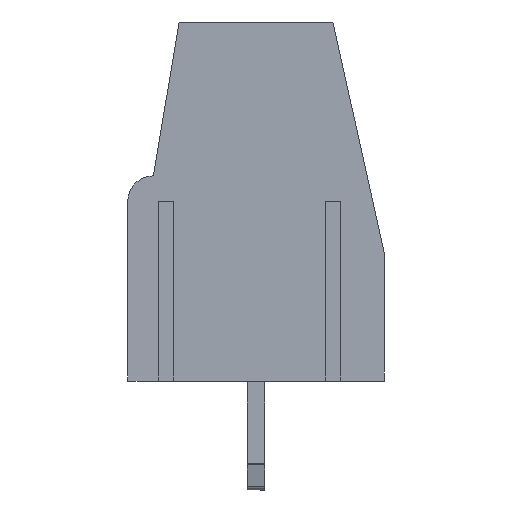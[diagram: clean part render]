
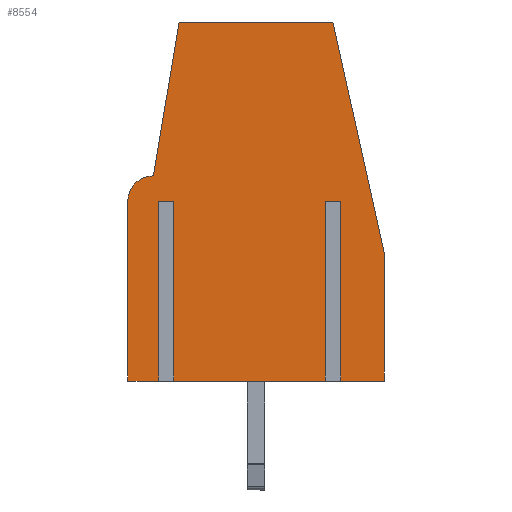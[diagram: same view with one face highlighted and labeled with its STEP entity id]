
A CAD part, left-side view. The second image highlights one B-rep face of the part: STEP entity #8554.
In plain terms, the highlighted face is planar.
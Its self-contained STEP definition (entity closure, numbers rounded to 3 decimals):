
#411=CIRCLE('',#9840,1.);
#1094=FACE_OUTER_BOUND('',#1446,.T.);
#1446=EDGE_LOOP('',(#7762,#7763,#7764,#7765,#7766,#7767,#7768,#7769,#7770,
#7771,#7772,#7773,#7774,#7775,#7776));
#2395=LINE('',#19918,#3434);
#2400=LINE('',#19929,#3439);
#2402=LINE('',#19932,#3441);
#2408=LINE('',#19946,#3447);
#2412=LINE('',#19953,#3451);
#2413=LINE('',#19955,#3452);
#2416=LINE('',#19961,#3455);
#2417=LINE('',#19962,#3456);
#2418=LINE('',#19963,#3457);
#2439=LINE('',#20006,#3478);
#2440=LINE('',#20008,#3479);
#2441=LINE('',#20010,#3480);
#2442=LINE('',#20012,#3481);
#2443=LINE('',#20015,#3482);
#3434=VECTOR('',#12016,10.);
#3439=VECTOR('',#12025,10.);
#3441=VECTOR('',#12029,10.);
#3447=VECTOR('',#12039,10.);
#3451=VECTOR('',#12045,10.);
#3452=VECTOR('',#12048,10.);
#3455=VECTOR('',#12053,10.);
#3456=VECTOR('',#12054,10.);
#3457=VECTOR('',#12055,10.);
#3478=VECTOR('',#12078,10.);
#3479=VECTOR('',#12079,10.);
#3480=VECTOR('',#12080,10.);
#3481=VECTOR('',#12081,10.);
#3482=VECTOR('',#12084,10.);
#4750=VERTEX_POINT('',#19912);
#4752=VERTEX_POINT('',#19916);
#4755=VERTEX_POINT('',#19926);
#4756=VERTEX_POINT('',#19928);
#4761=VERTEX_POINT('',#19943);
#4762=VERTEX_POINT('',#19945);
#4763=VERTEX_POINT('',#19949);
#4764=VERTEX_POINT('',#19951);
#4765=VERTEX_POINT('',#19957);
#4766=VERTEX_POINT('',#19959);
#4787=VERTEX_POINT('',#20005);
#4788=VERTEX_POINT('',#20007);
#4789=VERTEX_POINT('',#20009);
#4790=VERTEX_POINT('',#20011);
#4791=VERTEX_POINT('',#20013);
#6098=EDGE_CURVE('',#4750,#4752,#2395,.T.);
#6103=EDGE_CURVE('',#4756,#4755,#2400,.T.);
#6105=EDGE_CURVE('',#4752,#4756,#2402,.T.);
#6111=EDGE_CURVE('',#4762,#4761,#2408,.T.);
#6115=EDGE_CURVE('',#4763,#4764,#2412,.T.);
#6116=EDGE_CURVE('',#4764,#4762,#2413,.T.);
#6119=EDGE_CURVE('',#4761,#4766,#2416,.T.);
#6120=EDGE_CURVE('',#4755,#4763,#2417,.T.);
#6121=EDGE_CURVE('',#4765,#4750,#2418,.T.);
#6142=EDGE_CURVE('',#4766,#4787,#2439,.T.);
#6143=EDGE_CURVE('',#4787,#4788,#2440,.T.);
#6144=EDGE_CURVE('',#4788,#4789,#2441,.T.);
#6145=EDGE_CURVE('',#4789,#4790,#2442,.T.);
#6146=EDGE_CURVE('',#4790,#4791,#411,.T.);
#6147=EDGE_CURVE('',#4791,#4765,#2443,.T.);
#7762=ORIENTED_EDGE('',*,*,#6103,.T.);
#7763=ORIENTED_EDGE('',*,*,#6120,.T.);
#7764=ORIENTED_EDGE('',*,*,#6115,.T.);
#7765=ORIENTED_EDGE('',*,*,#6116,.T.);
#7766=ORIENTED_EDGE('',*,*,#6111,.T.);
#7767=ORIENTED_EDGE('',*,*,#6119,.T.);
#7768=ORIENTED_EDGE('',*,*,#6142,.T.);
#7769=ORIENTED_EDGE('',*,*,#6143,.T.);
#7770=ORIENTED_EDGE('',*,*,#6144,.T.);
#7771=ORIENTED_EDGE('',*,*,#6145,.T.);
#7772=ORIENTED_EDGE('',*,*,#6146,.T.);
#7773=ORIENTED_EDGE('',*,*,#6147,.T.);
#7774=ORIENTED_EDGE('',*,*,#6121,.T.);
#7775=ORIENTED_EDGE('',*,*,#6098,.T.);
#7776=ORIENTED_EDGE('',*,*,#6105,.T.);
#8219=PLANE('',#9839);
#8554=ADVANCED_FACE('',(#1094),#8219,.F.);
#9839=AXIS2_PLACEMENT_3D('',#20004,#12076,#12077);
#9840=AXIS2_PLACEMENT_3D('',#20014,#12082,#12083);
#12016=DIRECTION('',(0.,1.,0.));
#12025=DIRECTION('',(0.,-1.,0.));
#12029=DIRECTION('',(-1.,0.,0.));
#12039=DIRECTION('',(0.,-1.,0.));
#12045=DIRECTION('',(0.,1.,0.));
#12048=DIRECTION('',(-1.,0.,0.));
#12053=DIRECTION('',(-1.,0.,0.));
#12054=DIRECTION('',(-1.,0.,0.));
#12055=DIRECTION('',(-1.,0.,0.));
#12076=DIRECTION('center_axis',(0.,0.,
1.));
#12077=DIRECTION('ref_axis',(1.,0.,0.));
#12078=DIRECTION('',(0.,1.,0.));
#12079=DIRECTION('',(0.217,0.976,0.));
#12080=DIRECTION('',(1.,0.,0.));
#12081=DIRECTION('',(0.164,-0.986,0.));
#12082=DIRECTION('center_axis',(0.,0.,
-1.));
#12083=DIRECTION('ref_axis',(1.,0.,0.));
#12084=DIRECTION('',(0.,-1.,0.));
#19912=CARTESIAN_POINT('',(8.8,0.,4.96));
#19916=CARTESIAN_POINT('',(8.8,7.,4.96));
#19918=CARTESIAN_POINT('',(8.8,2.75,4.96));
#19926=CARTESIAN_POINT('',(8.2,0.,4.96));
#19928=CARTESIAN_POINT('',(8.2,7.,4.96));
#19929=CARTESIAN_POINT('',(8.2,2.75,4.96));
#19932=CARTESIAN_POINT('',(5.,7.,4.96));
#19943=CARTESIAN_POINT('',(1.7,0.,4.96));
#19945=CARTESIAN_POINT('',(1.7,7.,4.96));
#19946=CARTESIAN_POINT('',(1.7,2.75,4.96));
#19949=CARTESIAN_POINT('',(2.3,0.,4.96));
#19951=CARTESIAN_POINT('',(2.3,7.,4.96));
#19953=CARTESIAN_POINT('',(2.3,2.75,4.96));
#19955=CARTESIAN_POINT('',(5.,7.,4.96));
#19957=CARTESIAN_POINT('',(10.,0.,4.96));
#19959=CARTESIAN_POINT('',(0.,0.,4.96));
#19961=CARTESIAN_POINT('',(2.75,0.,4.96));
#19962=CARTESIAN_POINT('',(2.75,0.,4.96));
#19963=CARTESIAN_POINT('',(2.75,0.,4.96));
#20004=CARTESIAN_POINT('Origin',(5.5,5.5,4.96));
#20005=CARTESIAN_POINT('',(0.,5.,4.96));
#20006=CARTESIAN_POINT('',(0.,5.25,4.96));
#20007=CARTESIAN_POINT('',(2.,14.,4.96));
#20008=CARTESIAN_POINT('',(1.182,10.321,4.96));
#20009=CARTESIAN_POINT('',(8.,14.,4.96));
#20010=CARTESIAN_POINT('',(6.75,14.,4.96));
#20011=CARTESIAN_POINT('',(9.,8.,4.96));
#20012=CARTESIAN_POINT('',(9.155,7.068,4.96));
#20013=CARTESIAN_POINT('',(10.,7.,4.96));
#20014=CARTESIAN_POINT('Origin',(9.,7.,4.96));
#20015=CARTESIAN_POINT('',(10.,2.75,4.96));
